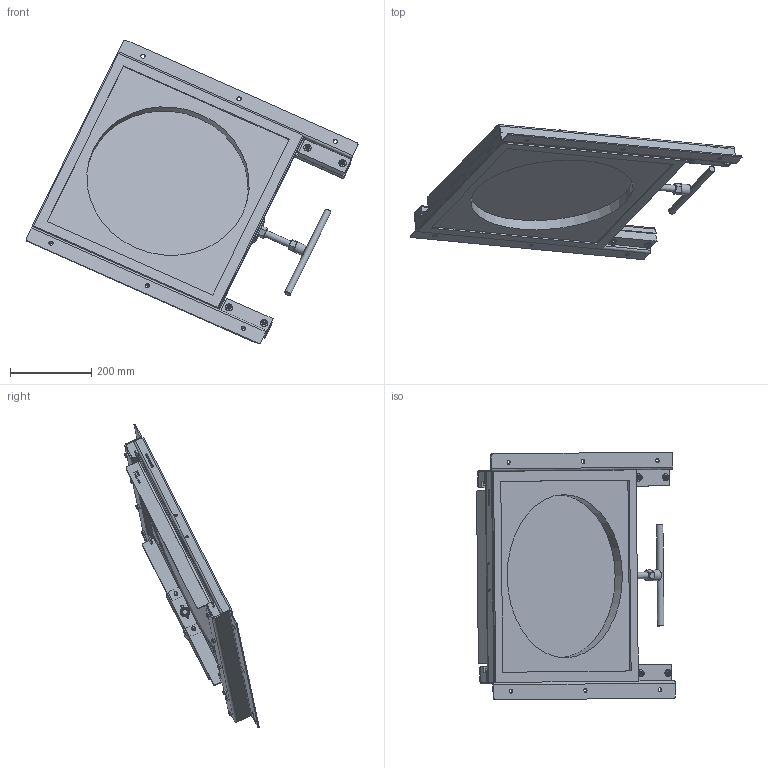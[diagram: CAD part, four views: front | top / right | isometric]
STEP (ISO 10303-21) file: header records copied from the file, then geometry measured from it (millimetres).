
FILE_DESCRIPTION (( 'STEP AP203' ), '1' );
FILE_NAME ('077563.STEP', '2025-06-02T05:17:31', ( '' ), ( '' ), 'SwSTEP 2.0', 'SolidWorks 2023', '' );
FILE_SCHEMA (( 'CONFIG_CONTROL_DESIGN' ));
Length unit declared in the file: millimetre
Products named in the file (1): 077563
Bounding box: 817.59 x 331.79 x 748.54 mm (x, y, z)
Surface area: 1476881.5 mm2 (no closed solid volume)
Topology: 0 solids, 85 shells, 599 faces, 2570 edges, 2043 vertices
Faces by surface type: plane 390, cylinder 108, cone 87, torus 14
Full cylindrical faces by diameter (mm): 6 x4, 6.6 x2, 7.143 x12, 8 x2, 9.3 x2, 10 x16, 11 x6, 13 x2, 16 x2, 18 x4, 20 x1, 26 x1, 402 x1
Entity records: 34777 total; most frequent: CARTESIAN_POINT 15329, ORIENTED_EDGE 3706, DIRECTION 3339, EDGE_CURVE 2446, VERTEX_POINT 2018, AXIS2_PLACEMENT_3D 1159, VECTOR 1021, LINE 1021
